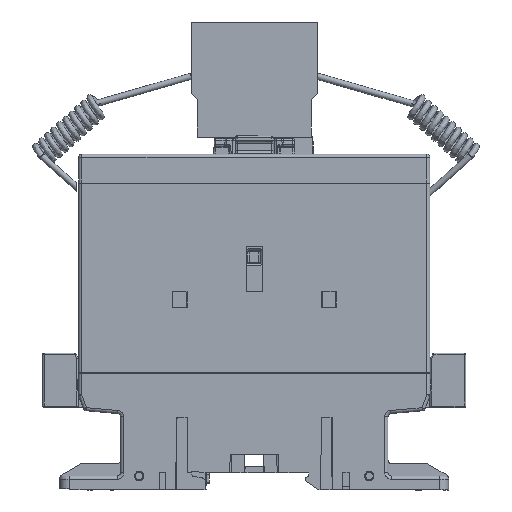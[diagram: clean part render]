
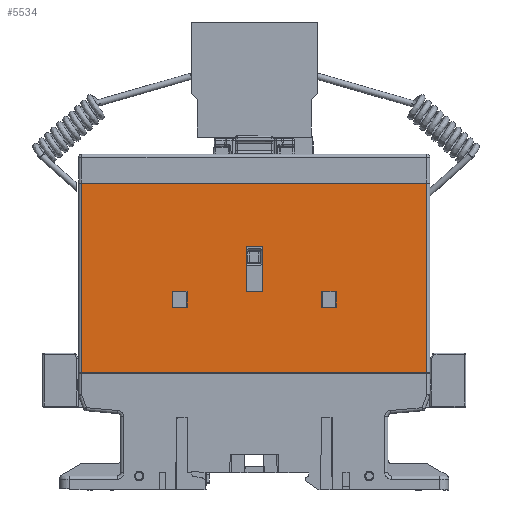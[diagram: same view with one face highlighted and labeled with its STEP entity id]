
A CAD part, front view. The second image highlights one B-rep face of the part: STEP entity #5534.
In plain terms, the highlighted planar face has unit normal (0, -1, 0).
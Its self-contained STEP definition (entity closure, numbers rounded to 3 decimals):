
#726=FACE_BOUND('',#11850,.T.);
#727=FACE_BOUND('',#11851,.T.);
#728=FACE_BOUND('',#11852,.T.);
#729=FACE_BOUND('',#11853,.T.);
#5534=ADVANCED_FACE('',(#726,#727,#728,#729),#7365,.T.);
#7365=PLANE('',#62764);
#11850=EDGE_LOOP('',(#20928,#20929,#20930,#20931));
#11851=EDGE_LOOP('',(#20932,#20933,#20934,#20935));
#11852=EDGE_LOOP('',(#20936,#20937,#20938,#20939));
#11853=EDGE_LOOP('',(#20940,#20941,#20942,#20943));
#20928=ORIENTED_EDGE('',*,*,#41778,.F.);
#20929=ORIENTED_EDGE('',*,*,#41755,.T.);
#20930=ORIENTED_EDGE('',*,*,#41777,.F.);
#20931=ORIENTED_EDGE('',*,*,#41779,.F.);
#20932=ORIENTED_EDGE('',*,*,#41674,.T.);
#20933=ORIENTED_EDGE('',*,*,#41679,.T.);
#20934=ORIENTED_EDGE('',*,*,#41098,.T.);
#20935=ORIENTED_EDGE('',*,*,#41677,.T.);
#20936=ORIENTED_EDGE('',*,*,#41095,.T.);
#20937=ORIENTED_EDGE('',*,*,#41090,.T.);
#20938=ORIENTED_EDGE('',*,*,#41669,.T.);
#20939=ORIENTED_EDGE('',*,*,#41093,.T.);
#20940=ORIENTED_EDGE('',*,*,#41086,.T.);
#20941=ORIENTED_EDGE('',*,*,#41668,.T.);
#20942=ORIENTED_EDGE('',*,*,#41082,.T.);
#20943=ORIENTED_EDGE('',*,*,#41079,.T.);
#32682=VERTEX_POINT('',#95221);
#32683=VERTEX_POINT('',#95223);
#32684=VERTEX_POINT('',#95228);
#32685=VERTEX_POINT('',#95233);
#32686=VERTEX_POINT('',#95237);
#32687=VERTEX_POINT('',#95240);
#32688=VERTEX_POINT('',#95245);
#32689=VERTEX_POINT('',#95247);
#32692=VERTEX_POINT('',#95256);
#32693=VERTEX_POINT('',#95258);
#33064=VERTEX_POINT('',#96417);
#33065=VERTEX_POINT('',#96419);
#33107=VERTEX_POINT('',#96692);
#33108=VERTEX_POINT('',#96694);
#33118=VERTEX_POINT('',#96727);
#33119=VERTEX_POINT('',#96731);
#41079=EDGE_CURVE('',#32683,#32682,#49668,.T.);
#41082=EDGE_CURVE('',#32684,#32683,#49671,.T.);
#41086=EDGE_CURVE('',#32682,#32685,#49675,.T.);
#41090=EDGE_CURVE('',#32686,#32687,#49679,.T.);
#41093=EDGE_CURVE('',#32689,#32688,#49682,.T.);
#41095=EDGE_CURVE('',#32688,#32686,#49684,.T.);
#41098=EDGE_CURVE('',#32693,#32692,#49687,.T.);
#41668=EDGE_CURVE('',#32685,#32684,#50022,.T.);
#41669=EDGE_CURVE('',#32687,#32689,#50023,.T.);
#41674=EDGE_CURVE('',#33065,#33064,#50028,.T.);
#41677=EDGE_CURVE('',#32692,#33065,#50031,.T.);
#41679=EDGE_CURVE('',#33064,#32693,#50033,.T.);
#41755=EDGE_CURVE('',#33108,#33107,#50079,.T.);
#41777=EDGE_CURVE('',#33118,#33107,#50098,.T.);
#41778=EDGE_CURVE('',#33108,#33119,#50099,.T.);
#41779=EDGE_CURVE('',#33119,#33118,#50100,.T.);
#49668=LINE('',#95222,#56284);
#49671=LINE('',#95227,#56287);
#49675=LINE('',#95234,#56291);
#49679=LINE('',#95241,#56295);
#49682=LINE('',#95246,#56298);
#49684=LINE('',#95250,#56300);
#49687=LINE('',#95257,#56303);
#50022=LINE('',#96405,#56638);
#50023=LINE('',#96407,#56639);
#50028=LINE('',#96418,#56644);
#50031=LINE('',#96423,#56647);
#50033=LINE('',#96426,#56649);
#50079=LINE('',#96693,#56695);
#50098=LINE('',#96728,#56714);
#50099=LINE('',#96730,#56715);
#50100=LINE('',#96732,#56716);
#56284=VECTOR('',#71124,1.);
#56287=VECTOR('',#71129,1.);
#56291=VECTOR('',#71135,1.);
#56295=VECTOR('',#71141,1.);
#56298=VECTOR('',#71146,1.);
#56300=VECTOR('',#71150,1.);
#56303=VECTOR('',#71155,1.);
#56638=VECTOR('',#72306,1.);
#56639=VECTOR('',#72309,1.);
#56644=VECTOR('',#72320,1.);
#56647=VECTOR('',#72325,1.);
#56649=VECTOR('',#72329,1.);
#56695=VECTOR('',#72473,1.);
#56714=VECTOR('',#72502,1.);
#56715=VECTOR('',#72505,1.);
#56716=VECTOR('',#72506,1.);
#62764=AXIS2_PLACEMENT_3D('',#96733,#72507,#72508);
#71124=DIRECTION('',(0.009,0.,-1.));
#71129=DIRECTION('',(1.,0.,0.));
#71135=DIRECTION('',(-1.,0.,0.));
#71141=DIRECTION('',(-1.,0.,0.));
#71146=DIRECTION('',(1.,0.,0.));
#71150=DIRECTION('',(0.009,0.,-1.));
#71155=DIRECTION('',(1.,0.,0.));
#72306=DIRECTION('',(0.009,0.,1.));
#72309=DIRECTION('',(0.009,0.,1.));
#72320=DIRECTION('',(-1.,0.,0.));
#72325=DIRECTION('',(0.,0.,-1.));
#72329=DIRECTION('',(0.,0.,1.));
#72473=DIRECTION('',(-1.,0.,0.));
#72502=DIRECTION('',(0.,0.,1.));
#72505=DIRECTION('',(0.,0.,-1.));
#72506=DIRECTION('',(-1.,0.,0.));
#72507=DIRECTION('',(0.,-1.,0.));
#72508=DIRECTION('',(0.,0.,-1.));
#95221=CARTESIAN_POINT('',(26.426,-40.736,17.85));
#95222=CARTESIAN_POINT('',(26.426,-40.736,17.85));
#95223=CARTESIAN_POINT('',(26.383,-40.736,22.919));
#95227=CARTESIAN_POINT('',(26.383,-40.736,22.919));
#95228=CARTESIAN_POINT('',(21.617,-40.736,22.919));
#95233=CARTESIAN_POINT('',(21.574,-40.736,17.85));
#95234=CARTESIAN_POINT('',(21.574,-40.736,17.85));
#95237=CARTESIAN_POINT('',(-21.574,-40.736,17.85));
#95240=CARTESIAN_POINT('',(-26.426,-40.736,17.85));
#95241=CARTESIAN_POINT('',(-26.426,-40.736,17.85));
#95245=CARTESIAN_POINT('',(-21.617,-40.736,22.919));
#95246=CARTESIAN_POINT('',(-21.617,-40.736,22.919));
#95247=CARTESIAN_POINT('',(-26.383,-40.736,22.919));
#95250=CARTESIAN_POINT('',(-21.574,-40.736,17.85));
#95256=CARTESIAN_POINT('',(2.531,-40.736,37.416));
#95257=CARTESIAN_POINT('',(2.531,-40.736,37.416));
#95258=CARTESIAN_POINT('',(-2.531,-40.736,37.416));
#96405=CARTESIAN_POINT('',(21.617,-40.736,22.919));
#96407=CARTESIAN_POINT('',(-26.383,-40.736,22.919));
#96417=CARTESIAN_POINT('',(-2.531,-40.736,22.853));
#96418=CARTESIAN_POINT('',(-2.531,-40.736,22.853));
#96419=CARTESIAN_POINT('',(2.531,-40.736,22.853));
#96423=CARTESIAN_POINT('',(2.531,-40.736,22.853));
#96426=CARTESIAN_POINT('',(-2.531,-40.736,37.416));
#96692=CARTESIAN_POINT('',(-55.5,-40.736,57.584));
#96693=CARTESIAN_POINT('',(55.5,-40.736,57.584));
#96694=CARTESIAN_POINT('',(55.5,-40.736,57.584));
#96727=CARTESIAN_POINT('',(-55.5,-40.736,-3.216));
#96728=CARTESIAN_POINT('',(-55.5,-40.736,-3.216));
#96730=CARTESIAN_POINT('',(55.5,-40.736,57.584));
#96731=CARTESIAN_POINT('',(55.5,-40.736,-3.216));
#96732=CARTESIAN_POINT('',(55.5,-40.736,-3.216));
#96733=CARTESIAN_POINT('',(-56.5,-40.736,-0.416));
